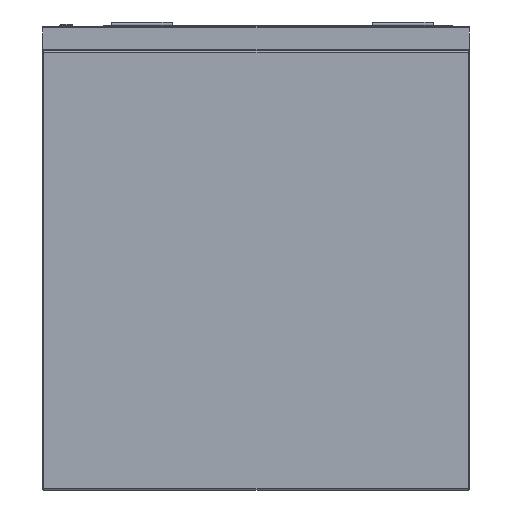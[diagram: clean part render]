
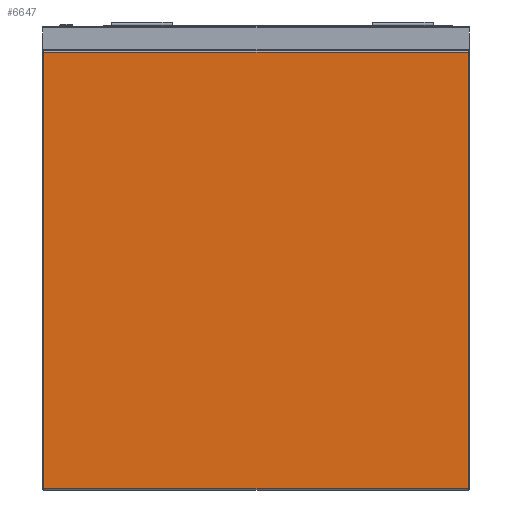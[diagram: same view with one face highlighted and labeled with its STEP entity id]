
A CAD part, left-side view. The second image highlights one B-rep face of the part: STEP entity #6647.
In plain terms, the highlighted planar face has unit normal (-1, 0, 0).
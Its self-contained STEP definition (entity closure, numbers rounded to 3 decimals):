
#621 = CARTESIAN_POINT ( 'NONE',  ( -297.5, 350., -42. ) ) ;
#900 = CARTESIAN_POINT ( 'NONE',  ( -297.5, -350., -760. ) ) ;
#1171 = LINE ( 'NONE', #9604, #14767 ) ;
#3119 = ORIENTED_EDGE ( 'NONE', *, *, #11107, .T. ) ;
#3285 = LINE ( 'NONE', #15458, #9546 ) ;
#4030 = DIRECTION ( 'NONE',  ( 0., -1., 0. ) ) ;
#4517 = CARTESIAN_POINT ( 'NONE',  ( -297.5, -348., -758. ) ) ;
#4558 = DIRECTION ( 'NONE',  ( 0., 0., 1. ) ) ;
#5184 = VERTEX_POINT ( 'NONE', #10193 ) ;
#5579 = EDGE_CURVE ( 'NONE', #5184, #5945, #11374, .T. ) ;
#5781 = VERTEX_POINT ( 'NONE', #15346 ) ;
#5801 = VERTEX_POINT ( 'NONE', #4517 ) ;
#5945 = VERTEX_POINT ( 'NONE', #12272 ) ;
#6647 = ADVANCED_FACE ( 'Fl�che7', ( #9307 ), #10602, .T. ) ;
#7328 = EDGE_CURVE ( 'NONE', #5801, #5184, #12440, .T. ) ;
#8625 = ORIENTED_EDGE ( 'NONE', *, *, #7328, .T. ) ;
#9307 = FACE_OUTER_BOUND ( 'NONE', #10459, .T. ) ;
#9361 = VECTOR ( 'NONE', #11211, 1000. ) ;
#9546 = VECTOR ( 'NONE', #11701, 1000. ) ;
#9604 = CARTESIAN_POINT ( 'NONE',  ( -297.5, -350., -758. ) ) ;
#9908 = AXIS2_PLACEMENT_3D ( 'NONE', #900, #15386, #4558 ) ;
#10000 = DIRECTION ( 'NONE',  ( 0., 0., 1. ) ) ;
#10193 = CARTESIAN_POINT ( 'NONE',  ( -297.5, -348., -42. ) ) ;
#10459 = EDGE_LOOP ( 'NONE', ( #8625, #15074, #14947, #3119 ) ) ;
#10602 = PLANE ( 'NONE',  #9908 ) ;
#11107 = EDGE_CURVE ( 'NONE', #5781, #5801, #1171, .T. ) ;
#11211 = DIRECTION ( 'NONE',  ( 0., 1., 0. ) ) ;
#11374 = LINE ( 'NONE', #621, #9361 ) ;
#11701 = DIRECTION ( 'NONE',  ( 0., 0., -1. ) ) ;
#12272 = CARTESIAN_POINT ( 'NONE',  ( -297.5, 348., -42. ) ) ;
#12440 = LINE ( 'NONE', #13856, #12698 ) ;
#12698 = VECTOR ( 'NONE', #10000, 1000. ) ;
#13856 = CARTESIAN_POINT ( 'NONE',  ( -297.5, -348., -760. ) ) ;
#14767 = VECTOR ( 'NONE', #4030, 1000. ) ;
#14947 = ORIENTED_EDGE ( 'NONE', *, *, #15445, .T. ) ;
#15074 = ORIENTED_EDGE ( 'NONE', *, *, #5579, .T. ) ;
#15346 = CARTESIAN_POINT ( 'NONE',  ( -297.5, 348., -758. ) ) ;
#15386 = DIRECTION ( 'NONE',  ( -1., 0., 0. ) ) ;
#15445 = EDGE_CURVE ( 'NONE', #5945, #5781, #3285, .T. ) ;
#15458 = CARTESIAN_POINT ( 'NONE',  ( -297.5, 348., -760. ) ) ;
